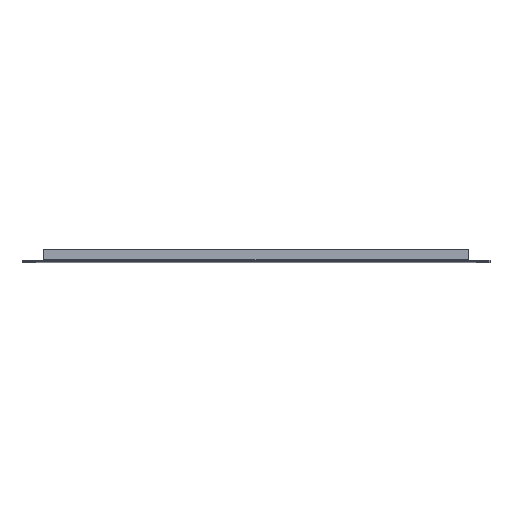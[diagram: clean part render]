
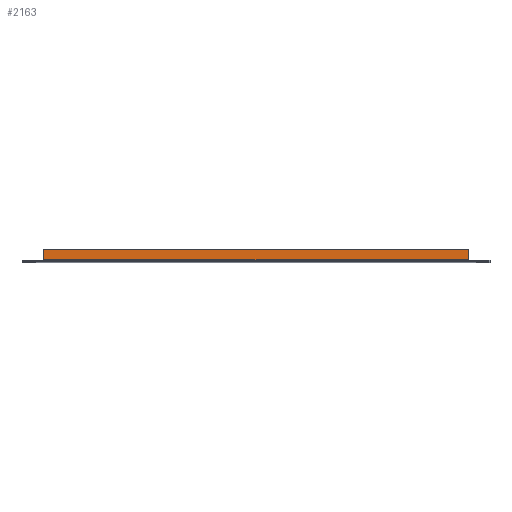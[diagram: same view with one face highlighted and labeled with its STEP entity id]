
A CAD part, top view. The second image highlights one B-rep face of the part: STEP entity #2163.
In plain terms, the highlighted planar face has unit normal (0, 0, 1).
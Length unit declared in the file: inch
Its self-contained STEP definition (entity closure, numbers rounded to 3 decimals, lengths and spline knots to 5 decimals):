
#45 = CARTESIAN_POINT ( 'NONE',  ( -8.625, 0.086, 12.234 ) ) ;
#100 = VECTOR ( 'NONE', #2044, 39.37008 ) ;
#109 = CARTESIAN_POINT ( 'NONE',  ( 8.625, 0.086, 12.234 ) ) ;
#282 = ORIENTED_EDGE ( 'NONE', *, *, #1085, .F. ) ;
#290 = AXIS2_PLACEMENT_3D ( 'NONE', #1593, #887, #1795 ) ;
#304 = LINE ( 'NONE', #2249, #2083 ) ;
#349 = EDGE_CURVE ( 'NONE', #538, #1279, #1938, .T. ) ;
#350 = FACE_OUTER_BOUND ( 'NONE', #1624, .T. ) ;
#538 = VERTEX_POINT ( 'NONE', #1695 ) ;
#543 = EDGE_CURVE ( 'NONE', #1806, #1279, #2251, .T. ) ;
#644 = DIRECTION ( 'NONE',  ( 1., 0., 0. ) ) ;
#782 = ORIENTED_EDGE ( 'NONE', *, *, #996, .F. ) ;
#887 = DIRECTION ( 'NONE',  ( 0., 0., -1. ) ) ;
#936 = VERTEX_POINT ( 'NONE', #2258 ) ;
#996 = EDGE_CURVE ( 'NONE', #538, #936, #304, .T. ) ;
#1061 = LINE ( 'NONE', #1776, #1315 ) ;
#1085 = EDGE_CURVE ( 'NONE', #936, #1806, #1061, .T. ) ;
#1220 = DIRECTION ( 'NONE',  ( 0., -1., 0. ) ) ;
#1229 = CARTESIAN_POINT ( 'NONE',  ( -8.625, 0.04648, 12.234 ) ) ;
#1279 = VERTEX_POINT ( 'NONE', #45 ) ;
#1315 = VECTOR ( 'NONE', #1220, 39.37008 ) ;
#1535 = ORIENTED_EDGE ( 'NONE', *, *, #349, .T. ) ;
#1593 = CARTESIAN_POINT ( 'NONE',  ( 8.625, 0.04648, 12.234 ) ) ;
#1624 = EDGE_LOOP ( 'NONE', ( #282, #782, #1535, #2262 ) ) ;
#1646 = DIRECTION ( 'NONE',  ( 0., -1., 0. ) ) ;
#1695 = CARTESIAN_POINT ( 'NONE',  ( -8.625, 0.5, 12.234 ) ) ;
#1776 = CARTESIAN_POINT ( 'NONE',  ( 8.625, 0.04648, 12.234 ) ) ;
#1795 = DIRECTION ( 'NONE',  ( 0., 1., 0. ) ) ;
#1806 = VERTEX_POINT ( 'NONE', #2133 ) ;
#1938 = LINE ( 'NONE', #1229, #2155 ) ;
#1968 = PLANE ( 'NONE',  #290 ) ;
#2044 = DIRECTION ( 'NONE',  ( -1., 0., 0. ) ) ;
#2083 = VECTOR ( 'NONE', #644, 39.37008 ) ;
#2133 = CARTESIAN_POINT ( 'NONE',  ( 8.625, 0.086, 12.234 ) ) ;
#2155 = VECTOR ( 'NONE', #1646, 39.37008 ) ;
#2163 = ADVANCED_FACE ( 'NONE', ( #350 ), #1968, .F. ) ;
#2249 = CARTESIAN_POINT ( 'NONE',  ( 8.625, 0.5, 12.234 ) ) ;
#2251 = LINE ( 'NONE', #109, #100 ) ;
#2258 = CARTESIAN_POINT ( 'NONE',  ( 8.625, 0.5, 12.234 ) ) ;
#2262 = ORIENTED_EDGE ( 'NONE', *, *, #543, .F. ) ;
